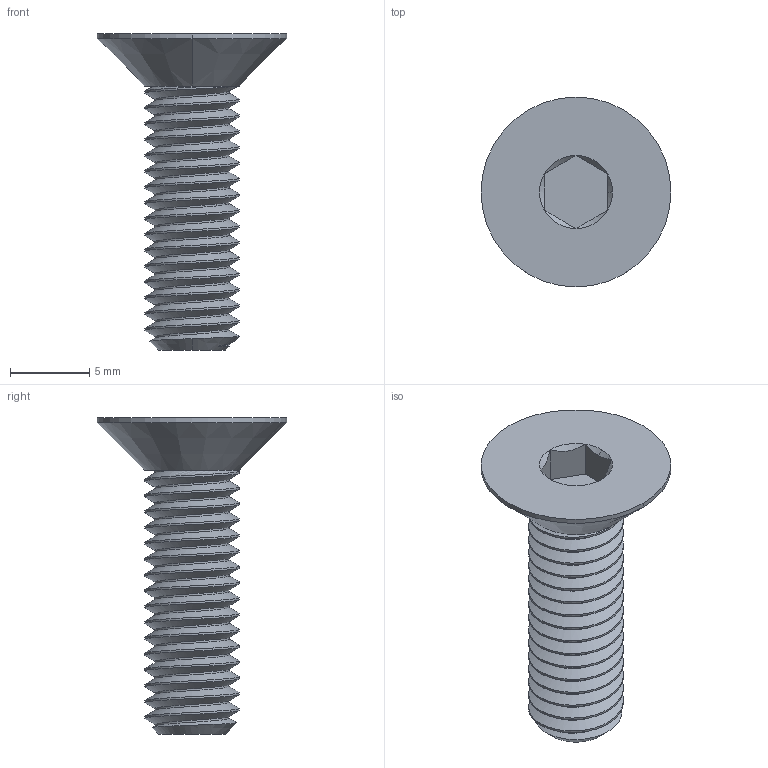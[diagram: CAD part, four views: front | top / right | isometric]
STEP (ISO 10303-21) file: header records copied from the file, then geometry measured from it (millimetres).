
FILE_DESCRIPTION (( 'STEP AP203' ), '1' );
FILE_NAME ('91294A240_Black-Oxide Alloy Steel Hex Drive Flat Head Screw.STEP', '2025-04-15T15:52:45', ( 'Administrator' ), ( 'Managed by Terraform' ), 'SwSTEP 2.0', 'SolidWorks 2017', '' );
FILE_SCHEMA (( 'CONFIG_CONTROL_DESIGN' ));
Length unit declared in the file: millimetre
Products named in the file (1): 91294A240_Black-Oxide Alloy Steel Hex Drive Flat Head Screw
Bounding box: 12 x 12 x 20 mm (x, y, z)
Volume: 574.9 mm3; surface area: 780.8 mm2
Topology: 1 solids, 1 shells, 59 faces, 152 edges, 96 vertices
Faces by surface type: cylinder 35, cone 11, plane 10, bspline 3
Entity records: 4745 total; most frequent: CARTESIAN_POINT 3466, ORIENTED_EDGE 304, DIRECTION 201, EDGE_CURVE 152, VERTEX_POINT 96, AXIS2_PLACEMENT_3D 75, EDGE_LOOP 60, ADVANCED_FACE 59
